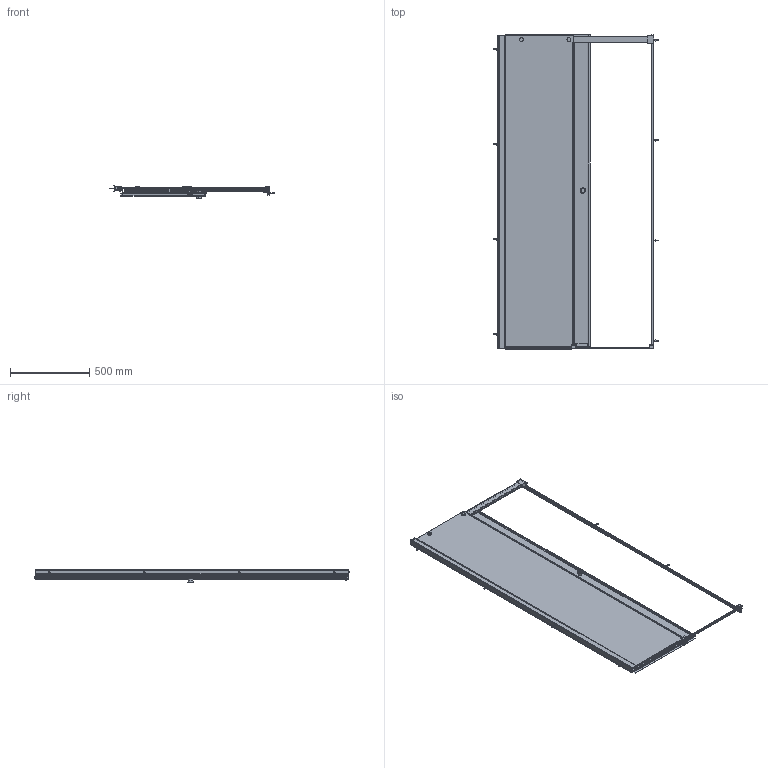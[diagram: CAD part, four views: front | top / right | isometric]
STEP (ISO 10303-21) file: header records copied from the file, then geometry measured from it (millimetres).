
FILE_DESCRIPTION (( 'STEP AP203' ), '1' );
FILE_NAME ('AE5310 等痄藷 羲藷.STEP', '2023-06-24T04:55:57', ( '' ), ( '' ), 'SwSTEP 2.0', 'SolidWorks 2015', '' );
FILE_SCHEMA (( 'CONFIG_CONTROL_DESIGN' ));
Length unit declared in the file: millimetre
Products named in the file (59): 复件 pluge-30-guanghe^ ST4X30组件’_墙材组件_AE53 单移门; 复件 磁条铝材组件^AE53 单移门; 复件 YUANCHANG___0159_5_1^复件 __0159000_ASM_5_1_ASM_固玻组件_AE53 单移门; 活动玻璃^活玻璃组件_AE53 单移门_520; 复件 0750DIJIA-1_ASM_16_1_ASM^固玻组件_AE53 单移门_左; 复件 ST4X45沉头螺丝^ ST4X30组件’_墙材组件_AE53 单移门_ST*30圆头; 固玻^固玻组件_AE53 单移门_1000;  ST4X30组件’^墙材组件_AE53 单移门_锁侧边; 复件 1011012_ASM_3_1_ASM^活玻璃组件_AE53 单移门; 复件 __0159000_ASM_5_1_ASM^固玻组件_AE53 单移门; 复件 复件 seat^ ST4X30组件’_墙材组件_AE53 单移门; 1801018^复件 0750DIJIA-1_ASM_16_1_ASM_固玻组件_AE53 单移门; 复件 1011012-1_1_1^复件 1011012_ASM_3_1_ASM_活玻璃组件_AE53 单移门; 复件 2003015_1_1^复件 1011012_ASM_3_1_ASM_活玻璃组件_AE53 单移门; 复件 0401574-磁条铝材盖板A^复件 磁条铝材组件_AE53 单移门; 复件 ED06061-2_1_1^复件 ED06061_ASM_20_1_ASM_固玻组件_AE53 单移门; 020061#^AE53 等痄藷; 复件 ED06061-1_1_1^复件 ED06061_ASM_20_1_ASM_固玻组件_AE53 单移门; 复件 pluge-30-guanghe^复件  ST4X30组件’_复件 磁条铝材组件_AE53 单移门; 复件 YUANCHANG2___0159_4_1^复件 __0159000_ASM_5_1_ASM_固玻组件_AE53 单移门; 复件 复件 螺丝外盖^ ST4X30组件’_墙材组件_AE53 单移门; 2203019^嘐產郪璃_AE53 等痄藷_019; 复件 1011012-2_2_1^复件 1011012_ASM_3_1_ASM_活玻璃组件_AE53 单移门; 复件 ED06054-2_1_1^复件 ED06061_ASM_20_1_ASM_固玻组件_AE53 单移门; 复件 3203251976D1_9_1^固玻组件_AE53 单移门; 孔盖^固玻组件_AE53 单移门; 复件 ED06061_ASM_20_1_ASM^固玻组件_AE53 单移门; 复件 SULIAODIANPIAN_3_1^复件 __0159000_ASM_5_1_ASM_固玻组件_AE53 单移门; 复件 PRT0006__0159_4_1^复件 XINHEJINJIETOU_ASM_7_1_ASM_固玻组件_AE53 单移门; 复件 TUOYUANZHUANSHIGAI_5_1^固玻组件_AE53 单移门; 活玻璃组件^AE53 单移门_1000; 复件  ST4X30组件’^复件 磁条铝材组件_AE53 单移门_上墙; 嘐產郪璃^AE53 等痄藷_1000; 底部防水条^AE53 单移门_536;  ST4X30组件’^墙材组件_AE53 单移门_上墙; 镜向零件3^复件 0750DIJIA-1_ASM_16_1_ASM_固玻组件_AE53 单移门; 导轨^固玻组件_AE53 单移门_1000; 复件 ED045560159_6_1^固玻组件_AE53 单移门; 复件 0108#磁条^复件 磁条铝材组件_AE53 单移门; 复件 0881#-磁条铝材^复件 磁条铝材组件_AE53 单移门 ...
Assembly tree (76 placements, depth 4):
  AE5310 等痄藷  羲藷
    Х第郪璃^AE53 等痄藷
      0071#墙条铝材  0277#增宽墙材_1980mm
       ST4X30组件’^墙材组件_AE53 单移门_上墙  x4
        复件 pluge-30-guanghe^ ST4X30组件’_墙材组件_AE53 单移门
        复件 ST4X45沉头螺丝^ ST4X30组件’_墙材组件_AE53 单移门_ST*30圆头
       ST4X30组件’^墙材组件_AE53 单移门_锁侧边  x3
        复件 复件 seat^ ST4X30组件’_墙材组件_AE53 单移门
        复件 复件 螺丝外盖^ ST4X30组件’_墙材组件_AE53 单移门
        复件 ST4X45沉头螺丝^ ST4X30组件’_墙材组件_AE53 单移门_st4x10
    嘐產郪璃^AE53 等痄藷_1000
      复件 3203251976D1_9_1^固玻组件_AE53 单移门
      固玻^固玻组件_AE53 单移门_1000
      导轨^固玻组件_AE53 单移门_1000
      复件 __0159000_ASM_5_1_ASM^固玻组件_AE53 单移门  x2
        复件 YUANCHANG___0159_5_1^复件 __0159000_ASM_5_1_ASM_固玻组件_AE53 单移门
        复件 YUANCHANG2___0159_4_1^复件 __0159000_ASM_5_1_ASM_固玻组件_AE53 单移门
        复件 SULIAODIANPIAN_3_1^复件 __0159000_ASM_5_1_ASM_固玻组件_AE53 单移门
        复件 TUOYUANLUOMU_4_1^复件 __0159000_ASM_5_1_ASM_固玻组件_AE53 单移门
      复件 ED045560159_6_1^固玻组件_AE53 单移门
      复件 XINHEJINJIETOU_ASM_7_1_ASM^固玻组件_AE53 单移门
        复件 XINHEJINTAO_7_1^复件 XINHEJINJIETOU_ASM_7_1_ASM_固玻组件_AE53 单移门
        复件 XIANGJIANG_6_1^复件 XINHEJINJIETOU_ASM_7_1_ASM_固玻组件_AE53 单移门
        复件 PRT0006__0159_4_1^复件 XINHEJINJIETOU_ASM_7_1_ASM_固玻组件_AE53 单移门  x4
      复件 TUOYUANZHUANSHIGAI_5_1^固玻组件_AE53 单移门  x2
      复件 0750DIJIA-1_ASM_16_1_ASM^固玻组件_AE53 单移门_左
        镜向2203016^复件 0750DIJIA-1_ASM_16_1_ASM_固玻组件_AE53 单移门
        镜向零件3^复件 0750DIJIA-1_ASM_16_1_ASM_固玻组件_AE53 单移门
        1801018^复件 0750DIJIA-1_ASM_16_1_ASM_固玻组件_AE53 单移门
      复件 ED06061_ASM_20_1_ASM^固玻组件_AE53 单移门
        复件 ED06061-1_1_1^复件 ED06061_ASM_20_1_ASM_固玻组件_AE53 单移门
        复件 ED06054-2_1_1^复件 ED06061_ASM_20_1_ASM_固玻组件_AE53 单移门
        复件 ED06061-2_1_1^复件 ED06061_ASM_20_1_ASM_固玻组件_AE53 单移门
        ST4埴芛蹟佪_st4*8
      复件 0401113_4_1^固玻组件_AE53 单移门
      0074#挡水铝材^固玻组件_AE53 单移门_480
      2203019^嘐產郪璃_AE53 等痄藷_019
      孔盖^固玻组件_AE53 单移门
    葩璃 0200160513_AF0_13_1^AE53 等痄藷_418
    复件 磁条铝材组件^AE53 单移门
      复件 0881#-磁条铝材^复件 磁条铝材组件_AE53 单移门
      复件 0108#磁条^复件 磁条铝材组件_AE53 单移门
      复件 0401574-磁条铝材盖板A^复件 磁条铝材组件_AE53 单移门
      复件  ST4X30组件’^复件 磁条铝材组件_AE53 单移门_上墙  x4
        复件 pluge-30-guanghe^复件  ST4X30组件’_复件 磁条铝材组件_AE53 单移门
        复件 ST4X45沉头螺丝^复件  ST4X30组件’_复件 磁条铝材组件_AE53 单移门_ST*30圆头
    活玻璃组件^AE53 单移门_1000
      活动玻璃^活玻璃组件_AE53 单移门_520
      滑轮^活玻璃组件_AE53 单移门  x2
      磁条^活玻璃组件_AE53 单移门
      复件 1011012_ASM_3_1_ASM^活玻璃组件_AE53 单移门
        复件 1011012-1_1_1^复件 1011012_ASM_3_1_ASM_活玻璃组件_AE53 单移门  x2
        复件 1011012-2_2_1^复件 1011012_ASM_3_1_ASM_活玻璃组件_AE53 单移门  x2
        复件 2003015_1_1^复件 1011012_ASM_3_1_ASM_活玻璃组件_AE53 单移门
        复件 1011012-3_1_1^复件 1011012_ASM_3_1_ASM_活玻璃组件_AE53 单移门  x2
        复件 1011012-4_2_1^复件 1011012_ASM_3_1_ASM_活玻璃组件_AE53 单移门  x2
      复件 防水条^活玻璃组件_AE53 单移门_固边防水条
    底部防水条^AE53 单移门_536
    020061#^AE53 等痄藷
Bounding box: 1042.55 x 1986.31 x 87.22 mm (x, y, z)
Volume: 13048706.1 mm3; surface area: 6631014.6 mm2
Topology: 90 solids, 94 shells, 3660 faces, 9465 edges, 6035 vertices
Faces by surface type: plane 1568, cylinder 1552, bspline 351, cone 141, sphere 34, torus 14
Entity records: 110797 total; most frequent: CARTESIAN_POINT 51692, ORIENTED_EDGE 11518, DIRECTION 10162, EDGE_CURVE 5759, VERTEX_POINT 3729, AXIS2_PLACEMENT_3D 3525, VECTOR 3112, LINE 3112
